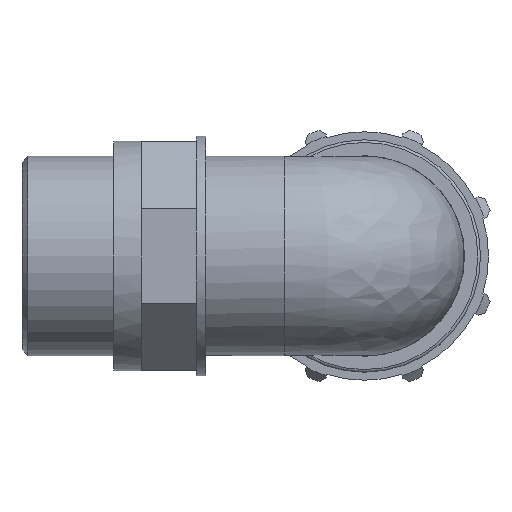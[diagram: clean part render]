
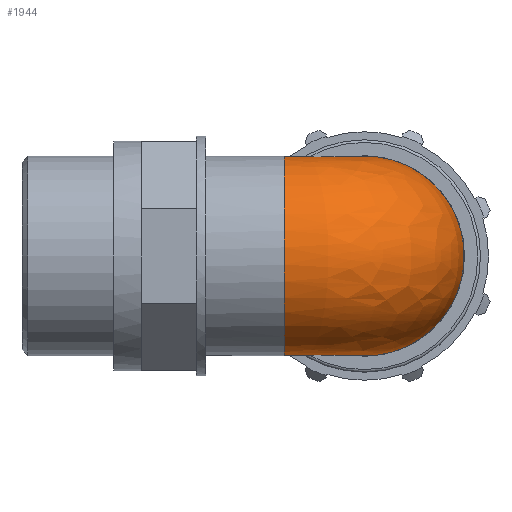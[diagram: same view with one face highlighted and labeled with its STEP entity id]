
A CAD part, left-side view. The second image highlights one B-rep face of the part: STEP entity #1944.
In plain terms, the highlighted free-form (B-spline) face has degree [2, 2] with [9, 3] control points.
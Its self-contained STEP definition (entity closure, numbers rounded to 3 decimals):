
#64=(
BOUNDED_SURFACE()
B_SPLINE_SURFACE(2,2,((#3016,#3017,#3018),(#3019,#3020,#3021),(#3022,#3023,
#3024),(#3025,#3026,#3027),(#3028,#3029,#3030),(#3031,#3032,#3033),(#3034,
#3035,#3036),(#3037,#3038,#3039),(#3040,#3041,#3042)),.UNSPECIFIED.,.F.,
 .F.,.F.)
B_SPLINE_SURFACE_WITH_KNOTS((3,2,2,2,3),(3,3),(-2.498,-1.249,
0.,1.249,2.498),(-3.142,-1.571),
 .UNSPECIFIED.)
GEOMETRIC_REPRESENTATION_ITEM()
RATIONAL_B_SPLINE_SURFACE(((1.,0.707,1.),(0.811,
0.574,0.811),(1.,0.707,1.),(0.811,
0.574,0.811),(1.,0.707,1.),(0.811,
0.574,0.811),(1.,0.707,1.),(0.811,
0.574,0.811),(1.,0.707,1.)))
REPRESENTATION_ITEM('')
SURFACE()
);
#168=FACE_OUTER_BOUND('',#294,.T.);
#294=EDGE_LOOP('',(#1399,#1400));
#731=CIRCLE('',#2095,23.902);
#734=CIRCLE('',#2100,23.902);
#848=VERTEX_POINT('',#3006);
#849=VERTEX_POINT('',#3008);
#1068=EDGE_CURVE('',#848,#849,#731,.T.);
#1072=EDGE_CURVE('',#848,#849,#734,.T.);
#1399=ORIENTED_EDGE('',*,*,#1072,.T.);
#1400=ORIENTED_EDGE('',*,*,#1068,.F.);
#1944=ADVANCED_FACE('',(#168),#64,.F.);
#2095=AXIS2_PLACEMENT_3D('',#3009,#2427,#2428);
#2100=AXIS2_PLACEMENT_3D('',#3043,#2437,#2438);
#2427=DIRECTION('center_axis',(1.,0.,0.));
#2428=DIRECTION('ref_axis',(0.,-1.,0.));
#2437=DIRECTION('center_axis',(0.,-1.,0.));
#2438=DIRECTION('ref_axis',(-1.,0.,0.));
#3006=CARTESIAN_POINT('',(19.121,19.121,14.341));
#3008=CARTESIAN_POINT('',(19.121,19.121,-14.341));
#3009=CARTESIAN_POINT('Origin',(19.121,0.,0.));
#3016=CARTESIAN_POINT('Ctrl Pts',(19.121,19.121,-14.341));
#3017=CARTESIAN_POINT('Ctrl Pts',(19.121,19.121,-14.341));
#3018=CARTESIAN_POINT('Ctrl Pts',(19.121,19.121,-14.341));
#3019=CARTESIAN_POINT('Ctrl Pts',(8.785,19.121,-28.123));
#3020=CARTESIAN_POINT('Ctrl Pts',(8.785,8.785,-28.123));
#3021=CARTESIAN_POINT('Ctrl Pts',(19.121,8.785,-28.123));
#3022=CARTESIAN_POINT('Ctrl Pts',(-7.558,19.121,-22.675));
#3023=CARTESIAN_POINT('Ctrl Pts',(-7.558,-7.558,-22.675));
#3024=CARTESIAN_POINT('Ctrl Pts',(19.121,-7.558,-22.675));
#3025=CARTESIAN_POINT('Ctrl Pts',(-23.902,19.121,-17.227));
#3026=CARTESIAN_POINT('Ctrl Pts',(-23.902,-23.902,-17.227));
#3027=CARTESIAN_POINT('Ctrl Pts',(19.121,-23.902,-17.227));
#3028=CARTESIAN_POINT('Ctrl Pts',(-23.902,19.121,0.));
#3029=CARTESIAN_POINT('Ctrl Pts',(-23.902,-23.902,0.));
#3030=CARTESIAN_POINT('Ctrl Pts',(19.121,-23.902,0.));
#3031=CARTESIAN_POINT('Ctrl Pts',(-23.902,19.121,17.227));
#3032=CARTESIAN_POINT('Ctrl Pts',(-23.902,-23.902,17.227));
#3033=CARTESIAN_POINT('Ctrl Pts',(19.121,-23.902,17.227));
#3034=CARTESIAN_POINT('Ctrl Pts',(-7.558,19.121,22.675));
#3035=CARTESIAN_POINT('Ctrl Pts',(-7.558,-7.558,22.675));
#3036=CARTESIAN_POINT('Ctrl Pts',(19.121,-7.558,22.675));
#3037=CARTESIAN_POINT('Ctrl Pts',(8.785,19.121,28.123));
#3038=CARTESIAN_POINT('Ctrl Pts',(8.785,8.785,28.123));
#3039=CARTESIAN_POINT('Ctrl Pts',(19.121,8.785,28.123));
#3040=CARTESIAN_POINT('Ctrl Pts',(19.121,19.121,14.341));
#3041=CARTESIAN_POINT('Ctrl Pts',(19.121,19.121,14.341));
#3042=CARTESIAN_POINT('Ctrl Pts',(19.121,19.121,14.341));
#3043=CARTESIAN_POINT('Origin',(0.,19.121,0.));
